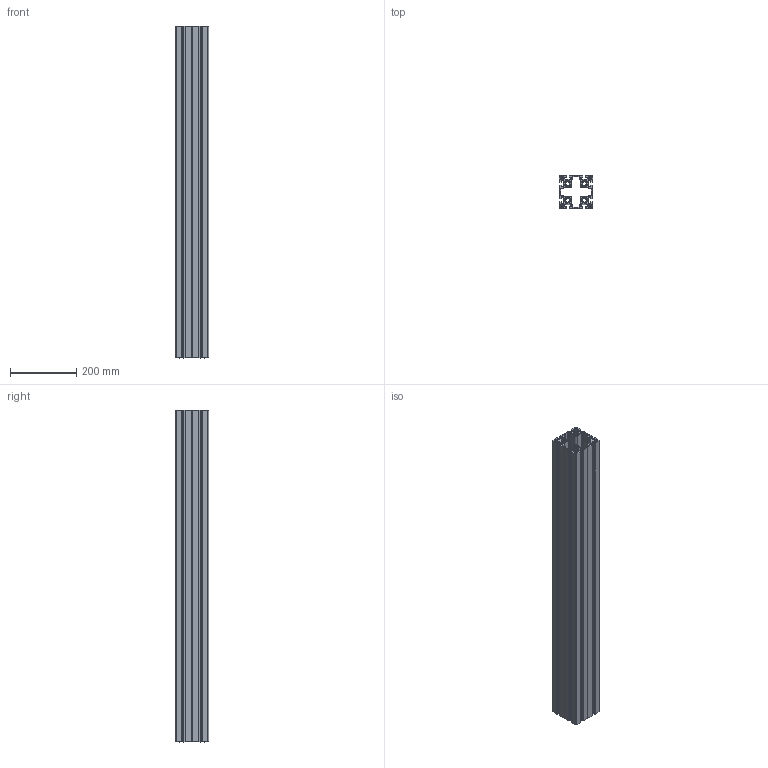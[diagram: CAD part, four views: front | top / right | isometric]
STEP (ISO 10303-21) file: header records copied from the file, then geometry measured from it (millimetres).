
FILE_DESCRIPTION (( 'STEP AP214' ), '1' );
FILE_NAME ('61010HX Êîíñòðóêöèîííûé ïðîôèëü 100õ100H.STEP', '2019-11-13T07:41:29', ( 'Windows User' ), ( '' ), 'SwSTEP 2.0', 'SolidWorks 2019', '' );
FILE_SCHEMA (( 'AUTOMOTIVE_DESIGN' ));
Length unit declared in the file: millimetre
Products named in the file (1): 61010HX Êîíñòðóêöèîííûé ïðîôèëü 100õ100H
Bounding box: 100 x 100 x 1000 mm (x, y, z)
Volume: 3284844.2 mm3; surface area: 1625897.4 mm2
Topology: 1 solids, 1 shells, 774 faces, 2316 edges, 1544 vertices
Faces by surface type: plane 394, cylinder 380
Entity records: 26330 total; most frequent: CARTESIAN_POINT 4635, ORIENTED_EDGE 4632, DIRECTION 4626, EDGE_CURVE 2316, VECTOR 1556, LINE 1556, VERTEX_POINT 1544, AXIS2_PLACEMENT_3D 1535
